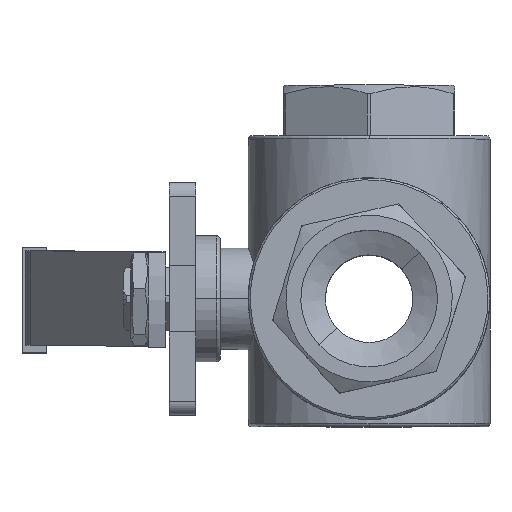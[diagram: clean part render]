
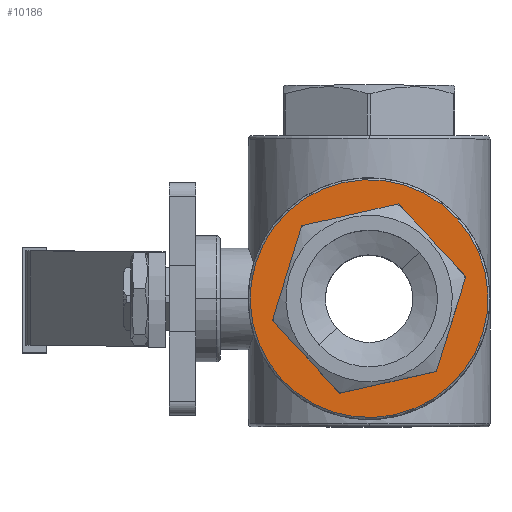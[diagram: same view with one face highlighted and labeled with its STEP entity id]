
A CAD part, top view. The second image highlights one B-rep face of the part: STEP entity #10186.
In plain terms, the highlighted planar face has unit normal (0, 0, 1).
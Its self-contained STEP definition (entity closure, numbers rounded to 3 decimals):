
#129 = CARTESIAN_POINT ( 'NONE',  ( 8.406, 27.013, 46.5 ) ) ;
#327 = PLANE ( 'NONE',  #9965 ) ;
#381 = VERTEX_POINT ( 'NONE', #699 ) ;
#476 = EDGE_CURVE ( 'NONE', #381, #12348, #10081, .T. ) ;
#677 = ORIENTED_EDGE ( 'NONE', *, *, #6137, .F. ) ;
#699 = CARTESIAN_POINT ( 'NONE',  ( 27.596, 6.227, 46.5 ) ) ;
#898 = ORIENTED_EDGE ( 'NONE', *, *, #12247, .F. ) ;
#1075 = CARTESIAN_POINT ( 'NONE',  ( -19.191, 20.786, 46.5 ) ) ;
#1162 = ORIENTED_EDGE ( 'NONE', *, *, #476, .F. ) ;
#1286 = DIRECTION ( 'NONE',  ( -0.678, 0.735, 0. ) ) ;
#1475 = VERTEX_POINT ( 'NONE', #3143 ) ;
#1828 = DIRECTION ( 'NONE',  ( -0.975, -0.22, 0. ) ) ;
#2084 = DIRECTION ( 'NONE',  ( -0.297, -0.955, 0. ) ) ;
#2348 = CARTESIAN_POINT ( 'NONE',  ( 0., 0., 46.5 ) ) ;
#2458 = EDGE_LOOP ( 'NONE', ( #12403, #10707 ) ) ;
#3143 = CARTESIAN_POINT ( 'NONE',  ( -27.596, -6.227, 46.5 ) ) ;
#3507 = EDGE_CURVE ( 'NONE', #6820, #381, #12850, .T. ) ;
#3815 = CARTESIAN_POINT ( 'NONE',  ( -8.406, -27.013, 46.5 ) ) ;
#3832 = VERTEX_POINT ( 'NONE', #4321 ) ;
#4321 = CARTESIAN_POINT ( 'NONE',  ( -19.191, 20.786, 46.5 ) ) ;
#4384 = DIRECTION ( 'NONE',  ( -0.678, 0.735, 0. ) ) ;
#4598 = CARTESIAN_POINT ( 'NONE',  ( 0., 0., 46.5 ) ) ;
#4599 = DIRECTION ( 'NONE',  ( 0.975, 0.22, 0. ) ) ;
#4773 = VECTOR ( 'NONE', #4599, 1000. ) ;
#5333 = EDGE_CURVE ( 'NONE', #3832, #1475, #8230, .T. ) ;
#5524 = CIRCLE ( 'NONE', #7205, 33.936 ) ;
#5542 = CARTESIAN_POINT ( 'NONE',  ( -8.406, -27.013, 46.5 ) ) ;
#5856 = DIRECTION ( 'NONE',  ( 0.297, 0.955, 0. ) ) ;
#6137 = EDGE_CURVE ( 'NONE', #13029, #6820, #9794, .T. ) ;
#6214 = DIRECTION ( 'NONE',  ( 0.678, -0.735, 0. ) ) ;
#6231 = VECTOR ( 'NONE', #2084, 1000. ) ;
#6364 = FACE_OUTER_BOUND ( 'NONE', #2458, .T. ) ;
#6569 = VECTOR ( 'NONE', #6214, 1000. ) ;
#6820 = VERTEX_POINT ( 'NONE', #7886 ) ;
#6959 = VERTEX_POINT ( 'NONE', #7208 ) ;
#7205 = AXIS2_PLACEMENT_3D ( 'NONE', #4598, #10459, #1286 ) ;
#7208 = CARTESIAN_POINT ( 'NONE',  ( -23.021, 24.934, 46.5 ) ) ;
#7710 = EDGE_LOOP ( 'NONE', ( #12612, #898, #1162, #9828, #677, #8362 ) ) ;
#7849 = CARTESIAN_POINT ( 'NONE',  ( 8.406, 27.013, 46.5 ) ) ;
#7886 = CARTESIAN_POINT ( 'NONE',  ( 19.191, -20.786, 46.5 ) ) ;
#8010 = CARTESIAN_POINT ( 'NONE',  ( 27.596, 6.227, 46.5 ) ) ;
#8230 = LINE ( 'NONE', #1075, #6231 ) ;
#8362 = ORIENTED_EDGE ( 'NONE', *, *, #10374, .F. ) ;
#8414 = CARTESIAN_POINT ( 'NONE',  ( 0., 0., 46.5 ) ) ;
#8435 = DIRECTION ( 'NONE',  ( 0., 0., -1. ) ) ;
#8608 = CARTESIAN_POINT ( 'NONE',  ( 19.191, -20.786, 46.5 ) ) ;
#8626 = DIRECTION ( 'NONE',  ( 1., 0., 0. ) ) ;
#8778 = EDGE_CURVE ( 'NONE', #6959, #10539, #9284, .T. ) ;
#9206 = DIRECTION ( 'NONE',  ( -0.678, 0.735, 0. ) ) ;
#9284 = CIRCLE ( 'NONE', #10350, 33.936 ) ;
#9547 = CARTESIAN_POINT ( 'NONE',  ( 23.021, -24.934, 46.5 ) ) ;
#9746 = VECTOR ( 'NONE', #5856, 1000. ) ;
#9794 = LINE ( 'NONE', #5542, #4773 ) ;
#9828 = ORIENTED_EDGE ( 'NONE', *, *, #3507, .F. ) ;
#9965 = AXIS2_PLACEMENT_3D ( 'NONE', #8414, #12673, #8626 ) ;
#10081 = LINE ( 'NONE', #8010, #12870 ) ;
#10186 = ADVANCED_FACE ( 'NONE', ( #10784, #6364 ), #327, .T. ) ;
#10350 = AXIS2_PLACEMENT_3D ( 'NONE', #2348, #8435, #4384 ) ;
#10374 = EDGE_CURVE ( 'NONE', #1475, #13029, #11265, .T. ) ;
#10459 = DIRECTION ( 'NONE',  ( 0., 0., -1. ) ) ;
#10539 = VERTEX_POINT ( 'NONE', #9547 ) ;
#10707 = ORIENTED_EDGE ( 'NONE', *, *, #10955, .F. ) ;
#10784 = FACE_BOUND ( 'NONE', #7710, .T. ) ;
#10955 = EDGE_CURVE ( 'NONE', #10539, #6959, #5524, .T. ) ;
#11263 = VECTOR ( 'NONE', #1828, 1000. ) ;
#11265 = LINE ( 'NONE', #11381, #6569 ) ;
#11381 = CARTESIAN_POINT ( 'NONE',  ( -27.596, -6.227, 46.5 ) ) ;
#12247 = EDGE_CURVE ( 'NONE', #12348, #3832, #12774, .T. ) ;
#12348 = VERTEX_POINT ( 'NONE', #129 ) ;
#12403 = ORIENTED_EDGE ( 'NONE', *, *, #8778, .F. ) ;
#12612 = ORIENTED_EDGE ( 'NONE', *, *, #5333, .F. ) ;
#12673 = DIRECTION ( 'NONE',  ( 0., 0., 1. ) ) ;
#12774 = LINE ( 'NONE', #7849, #11263 ) ;
#12850 = LINE ( 'NONE', #8608, #9746 ) ;
#12870 = VECTOR ( 'NONE', #9206, 1000. ) ;
#13029 = VERTEX_POINT ( 'NONE', #3815 ) ;
